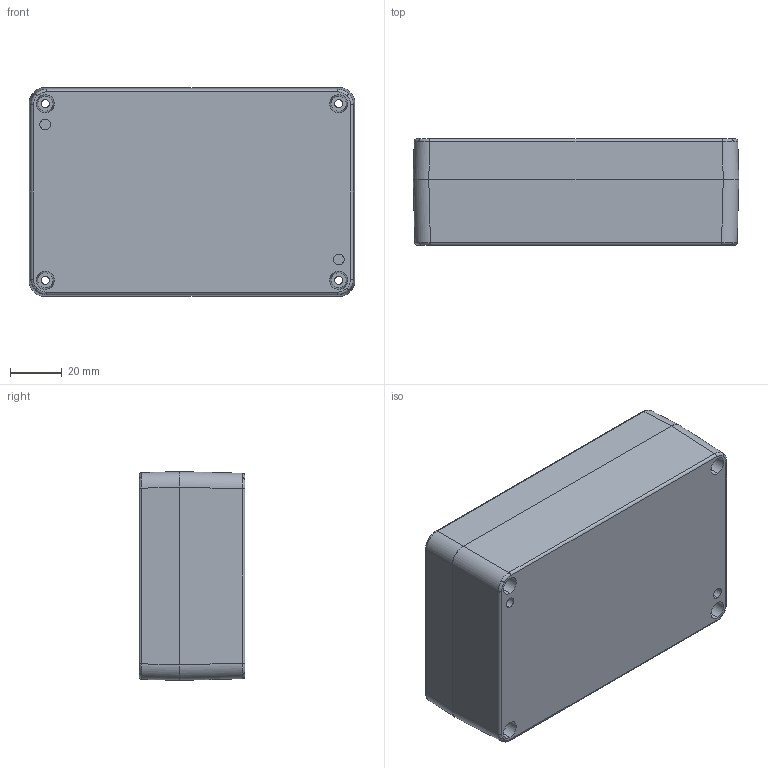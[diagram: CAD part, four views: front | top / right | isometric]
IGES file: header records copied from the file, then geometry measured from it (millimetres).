
Global section: file name: No Iges File Name specified; native system: Autodesk Inventor 2010; preprocessor: AutoDesk Inventor Iges Exporter R2010; author: tcook; date: 20091117.104516; units: millimetre
Bounding box: 125.4 x 40.8 x 80.4 mm (x, y, z)
Volume: 141564 mm3; surface area: 73474.1 mm2
Topology: 2 solids, 2 shells, 1054 faces, 2663 edges, 1682 vertices
Faces by surface type: bspline 387, plane 285, revolution 218, cylinder 76, torus 60, cone 28
